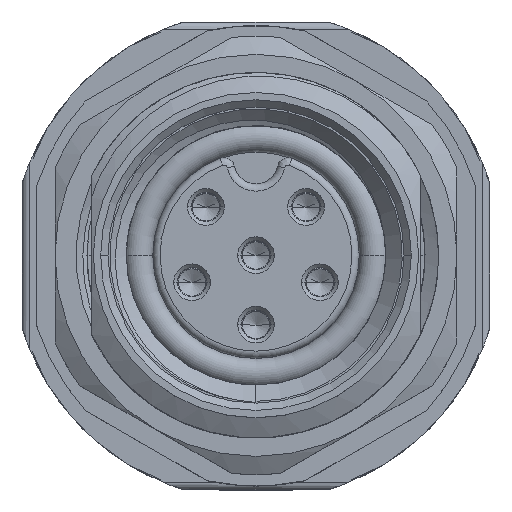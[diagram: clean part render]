
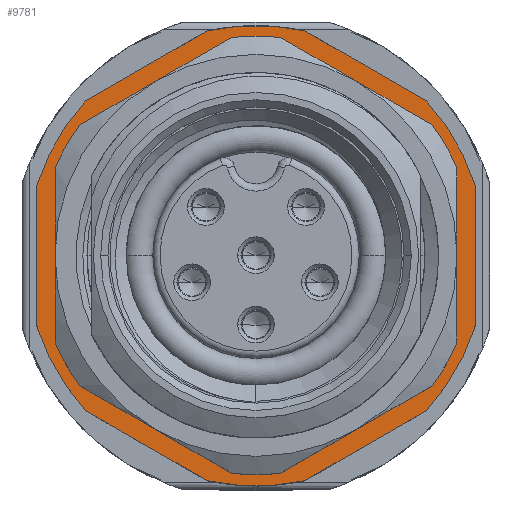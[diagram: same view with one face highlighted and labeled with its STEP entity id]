
A CAD part, top view. The second image highlights one B-rep face of the part: STEP entity #9781.
In plain terms, the highlighted planar face has unit normal (0, 0, 1).
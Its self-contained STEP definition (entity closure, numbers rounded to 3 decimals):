
#5235=CARTESIAN_POINT('',(0.,0.,-3.8));
#5236=DIRECTION('',(0.,0.,-1.));
#5237=DIRECTION('',(-0.212,0.977,0.));
#5238=AXIS2_PLACEMENT_3D('',#5235,#5236,#5237);
#5240=DIRECTION('',(0.866,-0.5,0.));
#5241=VECTOR('',#5240,3.842);
#5242=CARTESIAN_POINT('',(1.336,6.157,-3.8));
#5243=LINE('',#5242,#5241);
#5244=CARTESIAN_POINT('',(0.,0.,-3.8));
#5245=DIRECTION('',(0.,0.,-1.));
#5246=DIRECTION('',(0.74,0.672,0.));
#5247=AXIS2_PLACEMENT_3D('',#5244,#5245,#5246);
#5249=DIRECTION('',(0.,-1.,0.));
#5250=VECTOR('',#5249,3.842);
#5251=CARTESIAN_POINT('',(6.,1.921,-3.8));
#5252=LINE('',#5251,#5250);
#5253=CARTESIAN_POINT('',(0.,0.,-3.8));
#5254=DIRECTION('',(0.,0.,-1.));
#5255=DIRECTION('',(0.952,-0.305,0.));
#5256=AXIS2_PLACEMENT_3D('',#5253,#5254,#5255);
#5258=DIRECTION('',(-0.866,-0.5,0.));
#5259=VECTOR('',#5258,3.842);
#5260=CARTESIAN_POINT('',(4.664,-4.236,-3.8));
#5261=LINE('',#5260,#5259);
#5262=CARTESIAN_POINT('',(0.,0.,-3.8));
#5263=DIRECTION('',(0.,0.,-1.));
#5264=DIRECTION('',(0.212,-0.977,0.));
#5265=AXIS2_PLACEMENT_3D('',#5262,#5263,#5264);
#5267=DIRECTION('',(-0.866,0.5,0.));
#5268=VECTOR('',#5267,3.842);
#5269=CARTESIAN_POINT('',(-1.336,-6.157,-3.8));
#5270=LINE('',#5269,#5268);
#5271=CARTESIAN_POINT('',(0.,0.,-3.8));
#5272=DIRECTION('',(0.,0.,-1.));
#5273=DIRECTION('',(-0.74,-0.672,0.));
#5274=AXIS2_PLACEMENT_3D('',#5271,#5272,#5273);
#5276=DIRECTION('',(0.,1.,0.));
#5277=VECTOR('',#5276,3.842);
#5278=CARTESIAN_POINT('',(-6.,-1.921,-3.8));
#5279=LINE('',#5278,#5277);
#5280=CARTESIAN_POINT('',(0.,0.,-3.8));
#5281=DIRECTION('',(0.,0.,-1.));
#5282=DIRECTION('',(-0.952,0.305,0.));
#5283=AXIS2_PLACEMENT_3D('',#5280,#5281,#5282);
#5285=DIRECTION('',(0.866,0.5,0.));
#5286=VECTOR('',#5285,3.842);
#5287=CARTESIAN_POINT('',(-4.664,4.236,-3.8));
#5288=LINE('',#5287,#5286);
#5289=CARTESIAN_POINT('',(0.,0.,-3.8));
#5290=DIRECTION('',(0.,0.,1.));
#5291=DIRECTION('',(-1.,0.,0.));
#5292=AXIS2_PLACEMENT_3D('',#5289,#5290,#5291);
#5294=CARTESIAN_POINT('',(0.,0.,-3.8));
#5295=DIRECTION('',(0.,0.,1.));
#5296=DIRECTION('',(1.,0.,0.));
#5297=AXIS2_PLACEMENT_3D('',#5294,#5295,#5296);
#8759=CARTESIAN_POINT('',(-1.336,6.157,-3.8));
#8760=CARTESIAN_POINT('',(1.336,6.157,-3.8));
#8761=VERTEX_POINT('',#8759);
#8762=VERTEX_POINT('',#8760);
#8763=CARTESIAN_POINT('',(4.664,4.236,-3.8));
#8764=VERTEX_POINT('',#8763);
#8765=CARTESIAN_POINT('',(6.,1.921,-3.8));
#8766=VERTEX_POINT('',#8765);
#8767=CARTESIAN_POINT('',(6.,-1.921,-3.8));
#8768=VERTEX_POINT('',#8767);
#8769=CARTESIAN_POINT('',(4.664,-4.236,-3.8));
#8770=VERTEX_POINT('',#8769);
#8771=CARTESIAN_POINT('',(1.336,-6.157,-3.8));
#8772=VERTEX_POINT('',#8771);
#8773=CARTESIAN_POINT('',(-1.336,-6.157,-3.8));
#8774=VERTEX_POINT('',#8773);
#8775=CARTESIAN_POINT('',(-4.664,-4.236,-3.8));
#8776=VERTEX_POINT('',#8775);
#8777=CARTESIAN_POINT('',(-6.,-1.921,-3.8));
#8778=VERTEX_POINT('',#8777);
#8779=CARTESIAN_POINT('',(-6.,1.921,-3.8));
#8780=VERTEX_POINT('',#8779);
#8781=CARTESIAN_POINT('',(-4.664,4.236,-3.8));
#8782=VERTEX_POINT('',#8781);
#8799=CARTESIAN_POINT('',(-4.7,0.,-3.8));
#8800=CARTESIAN_POINT('',(4.7,0.,-3.8));
#8801=VERTEX_POINT('',#8799);
#8802=VERTEX_POINT('',#8800);
#9744=CARTESIAN_POINT('',(0.,0.,-3.8));
#9745=DIRECTION('',(0.,0.,-1.));
#9746=DIRECTION('',(-1.,0.,0.));
#9747=AXIS2_PLACEMENT_3D('',#9744,#9745,#9746);
#9748=PLANE('',#9747);
#9750=ORIENTED_EDGE('',*,*,#9749,.T.);
#9752=ORIENTED_EDGE('',*,*,#9751,.T.);
#9754=ORIENTED_EDGE('',*,*,#9753,.T.);
#9756=ORIENTED_EDGE('',*,*,#9755,.T.);
#9758=ORIENTED_EDGE('',*,*,#9757,.T.);
#9760=ORIENTED_EDGE('',*,*,#9759,.T.);
#9762=ORIENTED_EDGE('',*,*,#9761,.T.);
#9764=ORIENTED_EDGE('',*,*,#9763,.T.);
#9766=ORIENTED_EDGE('',*,*,#9765,.T.);
#9768=ORIENTED_EDGE('',*,*,#9767,.T.);
#9770=ORIENTED_EDGE('',*,*,#9769,.T.);
#9772=ORIENTED_EDGE('',*,*,#9771,.T.);
#9773=EDGE_LOOP('',(#9750,#9752,#9754,#9756,#9758,#9760,#9762,#9764,#9766,#9768,
#9770,#9772));
#9774=FACE_OUTER_BOUND('',#9773,.F.);
#9776=ORIENTED_EDGE('',*,*,#9775,.T.);
#9778=ORIENTED_EDGE('',*,*,#9777,.T.);
#9779=EDGE_LOOP('',(#9776,#9778));
#9780=FACE_BOUND('',#9779,.F.);
#5239=CIRCLE('',#5238,6.3);
#5248=CIRCLE('',#5247,6.3);
#5257=CIRCLE('',#5256,6.3);
#5266=CIRCLE('',#5265,6.3);
#5275=CIRCLE('',#5274,6.3);
#5284=CIRCLE('',#5283,6.3);
#5293=CIRCLE('',#5292,4.7);
#5298=CIRCLE('',#5297,4.7);
#9749=EDGE_CURVE('',#8761,#8762,#5239,.T.);
#9751=EDGE_CURVE('',#8762,#8764,#5243,.T.);
#9753=EDGE_CURVE('',#8764,#8766,#5248,.T.);
#9755=EDGE_CURVE('',#8766,#8768,#5252,.T.);
#9757=EDGE_CURVE('',#8768,#8770,#5257,.T.);
#9759=EDGE_CURVE('',#8770,#8772,#5261,.T.);
#9761=EDGE_CURVE('',#8772,#8774,#5266,.T.);
#9763=EDGE_CURVE('',#8774,#8776,#5270,.T.);
#9765=EDGE_CURVE('',#8776,#8778,#5275,.T.);
#9767=EDGE_CURVE('',#8778,#8780,#5279,.T.);
#9769=EDGE_CURVE('',#8780,#8782,#5284,.T.);
#9771=EDGE_CURVE('',#8782,#8761,#5288,.T.);
#9775=EDGE_CURVE('',#8801,#8802,#5293,.T.);
#9777=EDGE_CURVE('',#8802,#8801,#5298,.T.);
#9781=ADVANCED_FACE('',(#9774,#9780),#9748,.F.);
